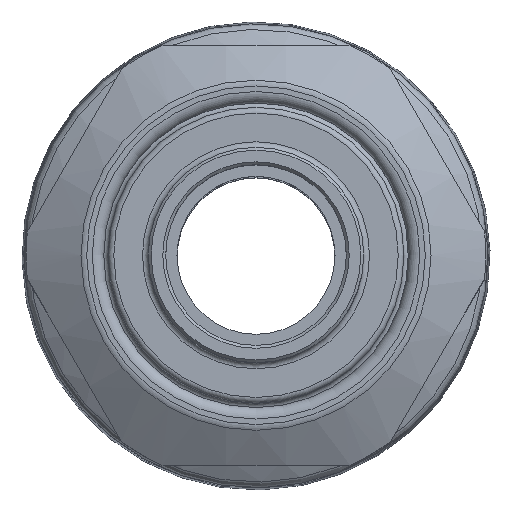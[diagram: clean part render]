
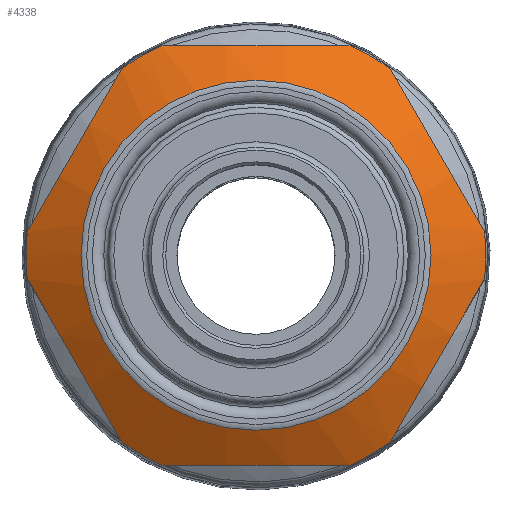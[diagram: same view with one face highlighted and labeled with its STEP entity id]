
A CAD part, top view. The second image highlights one B-rep face of the part: STEP entity #4338.
In plain terms, the highlighted conical face has half-angle 60 degrees and reference radius 17.78 mm.
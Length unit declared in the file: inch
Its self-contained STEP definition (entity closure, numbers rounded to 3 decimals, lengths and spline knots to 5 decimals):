
#224=(
BOUNDED_CURVE()
B_SPLINE_CURVE(2,(#10515,#10516,#10517),.UNSPECIFIED.,.F.,.F.)
B_SPLINE_CURVE_WITH_KNOTS((3,3),(0.,1.67512),.UNSPECIFIED.)
CURVE()
GEOMETRIC_REPRESENTATION_ITEM()
RATIONAL_B_SPLINE_CURVE((1.,1.096,1.))
REPRESENTATION_ITEM('')
);
#225=(
BOUNDED_CURVE()
B_SPLINE_CURVE(2,(#10521,#10522,#10523),.UNSPECIFIED.,.F.,.F.)
B_SPLINE_CURVE_WITH_KNOTS((3,3),(0.,1.67512),.UNSPECIFIED.)
CURVE()
GEOMETRIC_REPRESENTATION_ITEM()
RATIONAL_B_SPLINE_CURVE((1.,1.096,1.))
REPRESENTATION_ITEM('')
);
#226=(
BOUNDED_CURVE()
B_SPLINE_CURVE(2,(#10527,#10528,#10529),.UNSPECIFIED.,.F.,.F.)
B_SPLINE_CURVE_WITH_KNOTS((3,3),(0.,1.67512),.UNSPECIFIED.)
CURVE()
GEOMETRIC_REPRESENTATION_ITEM()
RATIONAL_B_SPLINE_CURVE((1.,1.096,1.))
REPRESENTATION_ITEM('')
);
#227=(
BOUNDED_CURVE()
B_SPLINE_CURVE(2,(#10533,#10534,#10535),.UNSPECIFIED.,.F.,.F.)
B_SPLINE_CURVE_WITH_KNOTS((3,3),(0.,1.67512),.UNSPECIFIED.)
CURVE()
GEOMETRIC_REPRESENTATION_ITEM()
RATIONAL_B_SPLINE_CURVE((1.,1.096,1.))
REPRESENTATION_ITEM('')
);
#228=(
BOUNDED_CURVE()
B_SPLINE_CURVE(2,(#10539,#10540,#10541),.UNSPECIFIED.,.F.,.F.)
B_SPLINE_CURVE_WITH_KNOTS((3,3),(0.,1.67512),.UNSPECIFIED.)
CURVE()
GEOMETRIC_REPRESENTATION_ITEM()
RATIONAL_B_SPLINE_CURVE((1.,1.096,1.))
REPRESENTATION_ITEM('')
);
#229=(
BOUNDED_CURVE()
B_SPLINE_CURVE(2,(#10545,#10546,#10547),.UNSPECIFIED.,.F.,.F.)
B_SPLINE_CURVE_WITH_KNOTS((3,3),(0.,1.67512),.UNSPECIFIED.)
CURVE()
GEOMETRIC_REPRESENTATION_ITEM()
RATIONAL_B_SPLINE_CURVE((1.,1.096,1.))
REPRESENTATION_ITEM('')
);
#691=FACE_OUTER_BOUND('',#981,.T.);
#981=EDGE_LOOP('',(#3610,#3611,#3612,#3613,#3614,#3615,#3616,#3617,#3618,
#3619,#3620,#3621,#3622,#3623,#3624,#3625));
#1138=LINE('',#10511,#1276);
#1276=VECTOR('',#6008,0.7);
#1528=CIRCLE('',#4866,0.60928);
#1530=CIRCLE('',#4870,0.8);
#1531=CIRCLE('',#4871,0.8);
#1532=CIRCLE('',#4872,0.8);
#1533=CIRCLE('',#4873,0.8);
#1534=CIRCLE('',#4874,0.8);
#1535=CIRCLE('',#4875,0.8);
#1536=CIRCLE('',#4876,0.8);
#1890=VERTEX_POINT('',#10503);
#1892=VERTEX_POINT('',#10510);
#1893=VERTEX_POINT('',#10512);
#1894=VERTEX_POINT('',#10514);
#1895=VERTEX_POINT('',#10518);
#1896=VERTEX_POINT('',#10520);
#1897=VERTEX_POINT('',#10524);
#1898=VERTEX_POINT('',#10526);
#1899=VERTEX_POINT('',#10530);
#1900=VERTEX_POINT('',#10532);
#1901=VERTEX_POINT('',#10536);
#1902=VERTEX_POINT('',#10538);
#1903=VERTEX_POINT('',#10542);
#1904=VERTEX_POINT('',#10544);
#2472=EDGE_CURVE('',#1890,#1890,#1528,.T.);
#2474=EDGE_CURVE('',#1890,#1892,#1138,.T.);
#2475=EDGE_CURVE('',#1893,#1892,#1530,.T.);
#2476=EDGE_CURVE('',#1894,#1893,#224,.T.);
#2477=EDGE_CURVE('',#1895,#1894,#1531,.T.);
#2478=EDGE_CURVE('',#1896,#1895,#225,.T.);
#2479=EDGE_CURVE('',#1897,#1896,#1532,.T.);
#2480=EDGE_CURVE('',#1898,#1897,#226,.T.);
#2481=EDGE_CURVE('',#1899,#1898,#1533,.T.);
#2482=EDGE_CURVE('',#1900,#1899,#227,.T.);
#2483=EDGE_CURVE('',#1901,#1900,#1534,.T.);
#2484=EDGE_CURVE('',#1902,#1901,#228,.T.);
#2485=EDGE_CURVE('',#1903,#1902,#1535,.T.);
#2486=EDGE_CURVE('',#1904,#1903,#229,.T.);
#2487=EDGE_CURVE('',#1892,#1904,#1536,.T.);
#3610=ORIENTED_EDGE('',*,*,#2472,.F.);
#3611=ORIENTED_EDGE('',*,*,#2474,.T.);
#3612=ORIENTED_EDGE('',*,*,#2475,.F.);
#3613=ORIENTED_EDGE('',*,*,#2476,.F.);
#3614=ORIENTED_EDGE('',*,*,#2477,.F.);
#3615=ORIENTED_EDGE('',*,*,#2478,.F.);
#3616=ORIENTED_EDGE('',*,*,#2479,.F.);
#3617=ORIENTED_EDGE('',*,*,#2480,.F.);
#3618=ORIENTED_EDGE('',*,*,#2481,.F.);
#3619=ORIENTED_EDGE('',*,*,#2482,.F.);
#3620=ORIENTED_EDGE('',*,*,#2483,.F.);
#3621=ORIENTED_EDGE('',*,*,#2484,.F.);
#3622=ORIENTED_EDGE('',*,*,#2485,.F.);
#3623=ORIENTED_EDGE('',*,*,#2486,.F.);
#3624=ORIENTED_EDGE('',*,*,#2487,.F.);
#3625=ORIENTED_EDGE('',*,*,#2474,.F.);
#3825=CONICAL_SURFACE('',#4869,0.7,1.047);
#4338=ADVANCED_FACE('',(#691),#3825,.T.);
#4866=AXIS2_PLACEMENT_3D('',#10505,#6000,#6001);
#4869=AXIS2_PLACEMENT_3D('',#10509,#6006,#6007);
#4870=AXIS2_PLACEMENT_3D('',#10513,#6009,#6010);
#4871=AXIS2_PLACEMENT_3D('',#10519,#6011,#6012);
#4872=AXIS2_PLACEMENT_3D('',#10525,#6013,#6014);
#4873=AXIS2_PLACEMENT_3D('',#10531,#6015,#6016);
#4874=AXIS2_PLACEMENT_3D('',#10537,#6017,#6018);
#4875=AXIS2_PLACEMENT_3D('',#10543,#6019,#6020);
#4876=AXIS2_PLACEMENT_3D('',#10548,#6021,#6022);
#6000=DIRECTION('center_axis',(0.,0.,
1.));
#6001=DIRECTION('ref_axis',(-1.,0.,0.));
#6006=DIRECTION('center_axis',(0.,0.,
-1.));
#6007=DIRECTION('ref_axis',(1.,0.,0.));
#6008=DIRECTION('',(-0.866,0.,-0.5));
#6009=DIRECTION('center_axis',(0.,0.,
-1.));
#6010=DIRECTION('ref_axis',(-1.,0.,0.));
#6011=DIRECTION('center_axis',(0.,0.,
-1.));
#6012=DIRECTION('ref_axis',(-1.,0.,0.));
#6013=DIRECTION('center_axis',(0.,0.,
-1.));
#6014=DIRECTION('ref_axis',(-1.,0.,0.));
#6015=DIRECTION('center_axis',(0.,0.,
-1.));
#6016=DIRECTION('ref_axis',(-1.,0.,0.));
#6017=DIRECTION('center_axis',(0.,0.,
-1.));
#6018=DIRECTION('ref_axis',(-1.,0.,0.));
#6019=DIRECTION('center_axis',(0.,0.,
-1.));
#6020=DIRECTION('ref_axis',(-1.,0.,0.));
#6021=DIRECTION('center_axis',(0.,0.,
-1.));
#6022=DIRECTION('ref_axis',(-1.,0.,0.));
#10503=CARTESIAN_POINT('',(-0.60928,0.,1.49649));
#10505=CARTESIAN_POINT('Origin',(0.,0.,
1.49649));
#10509=CARTESIAN_POINT('Origin',(0.,0.,
1.44412));
#10510=CARTESIAN_POINT('',(-0.8,0.,1.38638));
#10511=CARTESIAN_POINT('',(-0.7,0.,1.44412));
#10512=CARTESIAN_POINT('',(-0.79583,-0.08158,1.38638));
#10513=CARTESIAN_POINT('Origin',(0.,0.,
1.38638));
#10514=CARTESIAN_POINT('',(-0.46857,-0.64842,1.38638));
#10515=CARTESIAN_POINT('Ctrl Pts',(-0.46857,-0.64842,
1.38638));
#10516=CARTESIAN_POINT('Ctrl Pts',(-0.6322,-0.365,
1.46367));
#10517=CARTESIAN_POINT('Ctrl Pts',(-0.79583,-0.08158,
1.38638));
#10518=CARTESIAN_POINT('',(-0.32726,-0.73,1.38638));
#10519=CARTESIAN_POINT('Origin',(0.,0.,
1.38638));
#10520=CARTESIAN_POINT('',(0.32726,-0.73,1.38638));
#10521=CARTESIAN_POINT('Ctrl Pts',(0.32726,-0.73,1.38638));
#10522=CARTESIAN_POINT('Ctrl Pts',(0.,-0.73,
1.46367));
#10523=CARTESIAN_POINT('Ctrl Pts',(-0.32726,-0.73,
1.38638));
#10524=CARTESIAN_POINT('',(0.46857,-0.64842,1.38638));
#10525=CARTESIAN_POINT('Origin',(0.,0.,
1.38638));
#10526=CARTESIAN_POINT('',(0.79583,-0.08158,1.38638));
#10527=CARTESIAN_POINT('Ctrl Pts',(0.79583,-0.08158,
1.38638));
#10528=CARTESIAN_POINT('Ctrl Pts',(0.6322,-0.365,1.46367));
#10529=CARTESIAN_POINT('Ctrl Pts',(0.46857,-0.64842,
1.38638));
#10530=CARTESIAN_POINT('',(0.79583,0.08158,1.38638));
#10531=CARTESIAN_POINT('Origin',(0.,0.,
1.38638));
#10532=CARTESIAN_POINT('',(0.46857,0.64842,1.38638));
#10533=CARTESIAN_POINT('Ctrl Pts',(0.46857,0.64842,
1.38638));
#10534=CARTESIAN_POINT('Ctrl Pts',(0.6322,0.365,1.46367));
#10535=CARTESIAN_POINT('Ctrl Pts',(0.79583,0.08158,
1.38638));
#10536=CARTESIAN_POINT('',(0.32726,0.73,1.38638));
#10537=CARTESIAN_POINT('Origin',(0.,0.,
1.38638));
#10538=CARTESIAN_POINT('',(-0.32726,0.73,1.38638));
#10539=CARTESIAN_POINT('Ctrl Pts',(-0.32726,0.73,
1.38638));
#10540=CARTESIAN_POINT('Ctrl Pts',(0.,0.73,
1.46367));
#10541=CARTESIAN_POINT('Ctrl Pts',(0.32726,0.73,
1.38638));
#10542=CARTESIAN_POINT('',(-0.46857,0.64842,1.38638));
#10543=CARTESIAN_POINT('Origin',(0.,0.,
1.38638));
#10544=CARTESIAN_POINT('',(-0.79583,0.08158,1.38638));
#10545=CARTESIAN_POINT('Ctrl Pts',(-0.79583,0.08158,
1.38638));
#10546=CARTESIAN_POINT('Ctrl Pts',(-0.6322,0.365,
1.46367));
#10547=CARTESIAN_POINT('Ctrl Pts',(-0.46857,0.64842,
1.38638));
#10548=CARTESIAN_POINT('Origin',(0.,0.,
1.38638));
